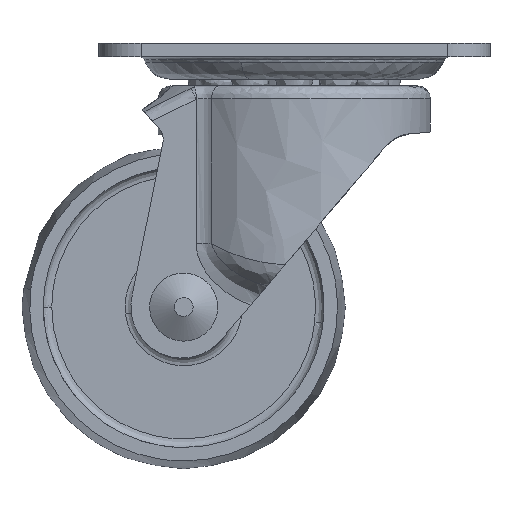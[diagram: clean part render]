
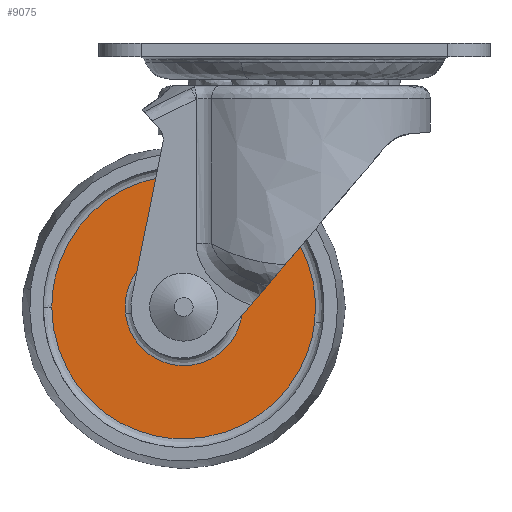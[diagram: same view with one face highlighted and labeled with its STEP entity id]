
A CAD part, front view. The second image highlights one B-rep face of the part: STEP entity #9075.
In plain terms, the highlighted free-form (B-spline) face has degree [1, 1] with [2, 2] control points.
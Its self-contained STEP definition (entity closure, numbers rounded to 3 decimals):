
#8208=CARTESIAN_POINT('',(-6.843,-6.,-0.825));
#8209=VERTEX_POINT('',#8208);
#8223=CARTESIAN_POINT('',(0.0,-6.0,-6.892));
#8224=VERTEX_POINT('',#8223);
#8225=CARTESIAN_POINT('',(-6.843,-6.,-0.825));
#8226=CARTESIAN_POINT('',(-6.111,-6.0,-6.892));
#8227=CARTESIAN_POINT('',(0.0,-6.0,-6.892));
#8235=(BOUNDED_CURVE()B_SPLINE_CURVE(2,(#8225,#8226,#8227),.UNSPECIFIED.,.F.,.U.)B_SPLINE_CURVE_WITH_KNOTS((3,3),(0.771,1.0),.UNSPECIFIED.)CURVE()GEOMETRIC_REPRESENTATION_ITEM()RATIONAL_B_SPLINE_CURVE((0.955,0.731,1.0))REPRESENTATION_ITEM(''));
#8236=EDGE_CURVE('',#8209,#8224,#8235,.T.);
#8238=CARTESIAN_POINT('',(6.879,-6.0,0.433));
#8239=VERTEX_POINT('',#8238);
#8240=CARTESIAN_POINT('',(0.0,-6.0,-6.892));
#8241=CARTESIAN_POINT('',(6.892,-6.0,-6.892));
#8242=CARTESIAN_POINT('',(6.892,-6.0,0.));
#8243=CARTESIAN_POINT('',(6.892,-6.,0.217));
#8244=CARTESIAN_POINT('',(6.879,-6.0,0.433));
#8252=(BOUNDED_CURVE()B_SPLINE_CURVE(2,(#8240,#8241,#8242,#8243,#8244),.UNSPECIFIED.,.F.,.U.)B_SPLINE_CURVE_WITH_KNOTS((3,2,3),(0.0,0.25,0.261),.UNSPECIFIED.)CURVE()GEOMETRIC_REPRESENTATION_ITEM()RATIONAL_B_SPLINE_CURVE((1.0,0.707,1.0,0.987,0.975))REPRESENTATION_ITEM(''));
#8253=EDGE_CURVE('',#8224,#8239,#8252,.T.);
#8305=CARTESIAN_POINT('',(0.0,-6.0,6.892));
#8306=VERTEX_POINT('',#8305);
#8307=CARTESIAN_POINT('',(6.879,-6.0,0.433));
#8308=CARTESIAN_POINT('',(6.472,-6.,6.892));
#8309=CARTESIAN_POINT('',(0.0,-6.0,6.892));
#8317=(BOUNDED_CURVE()B_SPLINE_CURVE(2,(#8307,#8308,#8309),.UNSPECIFIED.,.F.,.U.)B_SPLINE_CURVE_WITH_KNOTS((3,3),(0.261,0.5),.UNSPECIFIED.)CURVE()GEOMETRIC_REPRESENTATION_ITEM()RATIONAL_B_SPLINE_CURVE((0.975,0.72,1.0))REPRESENTATION_ITEM(''));
#8318=EDGE_CURVE('',#8239,#8306,#8317,.T.);
#8320=CARTESIAN_POINT('',(0.0,-6.0,6.892));
#8321=CARTESIAN_POINT('',(-6.892,-6.0,6.892));
#8322=CARTESIAN_POINT('',(-6.892,-6.0,0.));
#8323=CARTESIAN_POINT('',(-6.892,-6.0,-0.414));
#8324=CARTESIAN_POINT('',(-6.843,-6.,-0.825));
#8332=(BOUNDED_CURVE()B_SPLINE_CURVE(2,(#8320,#8321,#8322,#8323,#8324),.UNSPECIFIED.,.F.,.U.)B_SPLINE_CURVE_WITH_KNOTS((3,2,3),(0.5,0.75,0.771),.UNSPECIFIED.)CURVE()GEOMETRIC_REPRESENTATION_ITEM()RATIONAL_B_SPLINE_CURVE((1.0,0.707,1.0,0.976,0.955))REPRESENTATION_ITEM(''));
#8333=EDGE_CURVE('',#8306,#8209,#8332,.T.);
#8369=CARTESIAN_POINT('',(15.396,-6.0,-1.79));
#8370=VERTEX_POINT('',#8369);
#8371=CARTESIAN_POINT('',(0.0,-6.0,15.5));
#8372=VERTEX_POINT('',#8371);
#8373=CARTESIAN_POINT('',(15.396,-6.,-1.79));
#8374=CARTESIAN_POINT('',(15.5,-6.0,-0.898));
#8375=CARTESIAN_POINT('',(15.5,-6.0,0.));
#8376=CARTESIAN_POINT('',(15.5,-6.0,15.5));
#8377=CARTESIAN_POINT('',(0.0,-6.0,15.5));
#8385=(BOUNDED_CURVE()B_SPLINE_CURVE(2,(#8373,#8374,#8375,#8376,#8377),.UNSPECIFIED.,.F.,.U.)B_SPLINE_CURVE_WITH_KNOTS((3,2,3),(0.23,0.25,0.5),.UNSPECIFIED.)CURVE()GEOMETRIC_REPRESENTATION_ITEM()RATIONAL_B_SPLINE_CURVE((0.957,0.977,1.0,0.707,1.0))REPRESENTATION_ITEM(''));
#8386=EDGE_CURVE('',#8370,#8372,#8385,.T.);
#8405=CARTESIAN_POINT('',(-15.5,-6.0,0.));
#8406=VERTEX_POINT('',#8405);
#8420=CARTESIAN_POINT('',(0.0,-6.0,15.5));
#8421=CARTESIAN_POINT('',(-15.5,-6.,15.5));
#8422=CARTESIAN_POINT('',(-15.5,-6.,0.));
#8430=(BOUNDED_CURVE()B_SPLINE_CURVE(2,(#8420,#8421,#8422),.UNSPECIFIED.,.F.,.U.)B_SPLINE_CURVE_WITH_KNOTS((3,3),(0.5,0.75),.UNSPECIFIED.)CURVE()GEOMETRIC_REPRESENTATION_ITEM()RATIONAL_B_SPLINE_CURVE((1.0,0.707,1.))REPRESENTATION_ITEM(''));
#8431=EDGE_CURVE('',#8372,#8406,#8430,.T.);
#8459=CARTESIAN_POINT('',(0.0,-6.0,-15.5));
#8460=VERTEX_POINT('',#8459);
#8461=CARTESIAN_POINT('',(0.0,-6.0,-15.5));
#8462=CARTESIAN_POINT('',(13.803,-6.,-15.5));
#8463=CARTESIAN_POINT('',(15.396,-6.,-1.79));
#8471=(BOUNDED_CURVE()B_SPLINE_CURVE(2,(#8461,#8462,#8463),.UNSPECIFIED.,.F.,.U.)B_SPLINE_CURVE_WITH_KNOTS((3,3),(0.0,0.23),.UNSPECIFIED.)CURVE()GEOMETRIC_REPRESENTATION_ITEM()RATIONAL_B_SPLINE_CURVE((1.0,0.731,0.957))REPRESENTATION_ITEM(''));
#8472=EDGE_CURVE('',#8460,#8370,#8471,.T.);
#8474=CARTESIAN_POINT('',(-15.5,-6.0,0.));
#8475=CARTESIAN_POINT('',(-15.5,-6.0,-15.5));
#8476=CARTESIAN_POINT('',(0.0,-6.0,-15.5));
#8484=(BOUNDED_CURVE()B_SPLINE_CURVE(2,(#8474,#8475,#8476),.UNSPECIFIED.,.F.,.U.)B_SPLINE_CURVE_WITH_KNOTS((3,3),(0.75,1.0),.UNSPECIFIED.)CURVE()GEOMETRIC_REPRESENTATION_ITEM()RATIONAL_B_SPLINE_CURVE((1.0,0.707,1.0))REPRESENTATION_ITEM(''));
#8485=EDGE_CURVE('',#8406,#8460,#8484,.T.);
#9058=CARTESIAN_POINT('',(-17.048,-6.0,17.048));
#9059=CARTESIAN_POINT('',(-17.048,-6.0,-17.048));
#9060=CARTESIAN_POINT('',(17.048,-6.0,17.048));
#9061=CARTESIAN_POINT('',(17.048,-6.0,-17.048));
#9062=B_SPLINE_SURFACE_WITH_KNOTS('',1,1,((#9058,#9060),(#9059,#9061)),.UNSPECIFIED.,.F.,.F.,.U.,(2,2),(2,2),(0.0,34.097),(0.0,34.097),.UNSPECIFIED.);
#9063=ORIENTED_EDGE('',*,*,#8472,.T.);
#9064=ORIENTED_EDGE('',*,*,#8386,.T.);
#9065=ORIENTED_EDGE('',*,*,#8431,.T.);
#9066=ORIENTED_EDGE('',*,*,#8485,.T.);
#9067=EDGE_LOOP('',(#9063,#9064,#9065,#9066));
#9068=FACE_OUTER_BOUND('',#9067,.T.);
#9069=ORIENTED_EDGE('',*,*,#8253,.F.);
#9070=ORIENTED_EDGE('',*,*,#8236,.F.);
#9071=ORIENTED_EDGE('',*,*,#8333,.F.);
#9072=ORIENTED_EDGE('',*,*,#8318,.F.);
#9073=EDGE_LOOP('',(#9069,#9070,#9071,#9072));
#9074=FACE_BOUND('',#9073,.T.);
#9075=ADVANCED_FACE('',(#9068,#9074),#9062,.T.);
